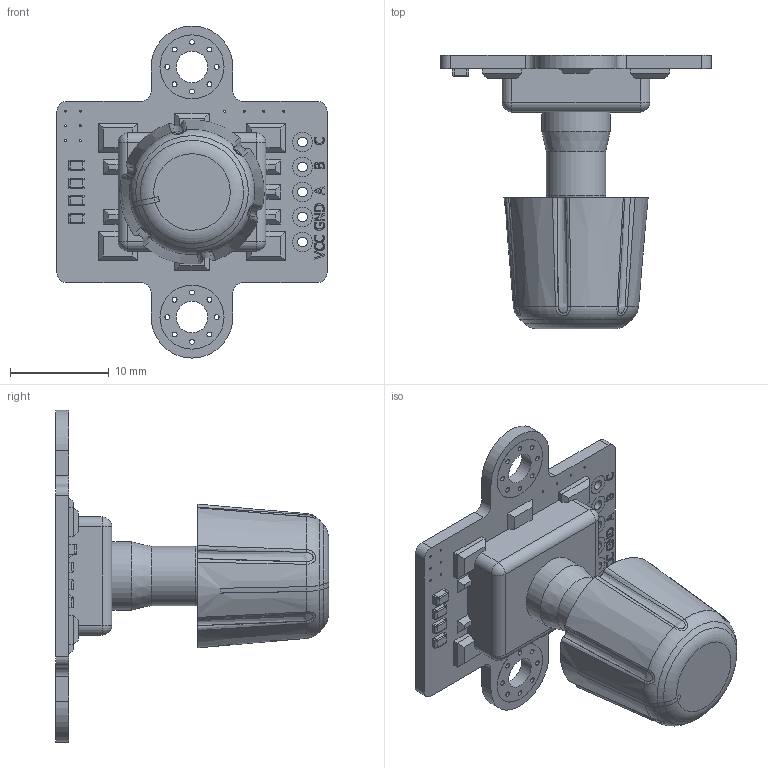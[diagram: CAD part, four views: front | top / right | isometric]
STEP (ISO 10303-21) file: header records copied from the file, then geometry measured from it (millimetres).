
FILE_DESCRIPTION(/* description */ (''),/* implementation_level */ '2;1');
FILE_NAME(/* name */ 'ROTARY_ENCODER_EC11.stp',/* time_stamp */ '2018-03-10T04:07:03-05:00',/* author */ ('Charlie'),/* organization */ (''),/* preprocessor_version */ 'ST-DEVELOPER v16.5',/* originating_system */ 'Autodesk Inventor 2017',/* authorisation */ '');
FILE_SCHEMA (('AUTOMOTIVE_DESIGN { 1 0 10303 214 3 1 1 }'));
Length unit declared in the file: millimetre
Products named in the file (3): ROTARY_ENCODER_EC11; Rotary_Encoder_EC11_1; Rotary_Encoder_EC11_TIP
Assembly tree (2 placements, depth 2):
  ROTARY_ENCODER_EC11
    Rotary_Encoder_EC11_1
    Rotary_Encoder_EC11_TIP
Bounding box: 27.43 x 27.73 x 33.7 mm (x, y, z)
Volume: 3223 mm3; surface area: 4426.2 mm2
Topology: 4 solids, 4 shells, 533 faces, 1371 edges, 886 vertices
Faces by surface type: plane 278, bspline 111, cylinder 110, cone 17, torus 13, sphere 4
Full cylindrical faces by diameter (mm): 0.2 x10, 0.5 x16, 0.8 x1, 1 x7, 1.2 x1, 2 x10, 3 x1, 3.2 x2, 6 x1, 6.027 x2, 6.5 x4, 6.95 x1, 8 x1, 10.117 x1, 12.117 x1
Entity records: 17480 total; most frequent: CARTESIAN_POINT 4939, ORIENTED_EDGE 2612, DIRECTION 2254, EDGE_CURVE 1302, VERTEX_POINT 883, LINE 764, VECTOR 764, AXIS2_PLACEMENT_3D 745
